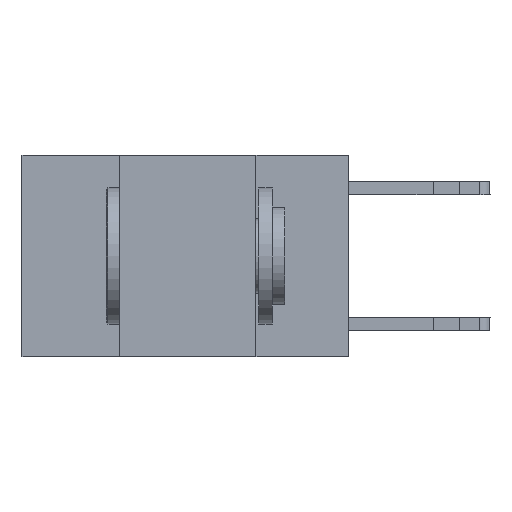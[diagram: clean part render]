
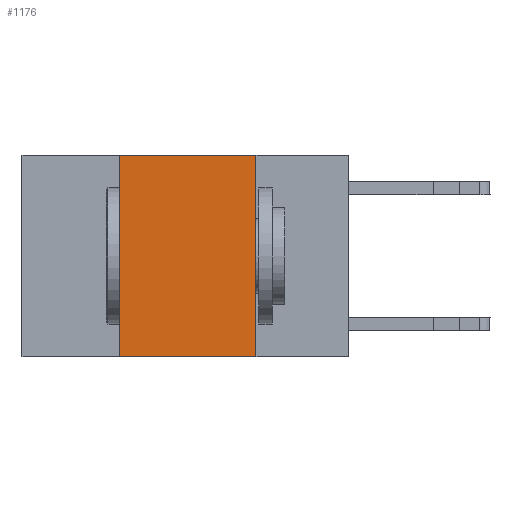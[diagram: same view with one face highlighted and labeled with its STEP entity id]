
A CAD part, left-side view. The second image highlights one B-rep face of the part: STEP entity #1176.
In plain terms, the highlighted planar face has unit normal (-1, 0, 0).
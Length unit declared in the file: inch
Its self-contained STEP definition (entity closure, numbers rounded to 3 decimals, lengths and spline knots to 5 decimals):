
#882 = CARTESIAN_POINT ( 'NONE',  ( 0., 0.17, 0. ) ) ;
#1176 = ADVANCED_FACE ( 'NONE', ( #21140 ), #9645, .F. ) ;
#1629 = AXIS2_PLACEMENT_3D ( 'NONE', #19799, #12642, #17679 ) ;
#1862 = ORIENTED_EDGE ( 'NONE', *, *, #3290, .F. ) ;
#2156 = VERTEX_POINT ( 'NONE', #13955 ) ;
#2214 = LINE ( 'NONE', #5359, #8621 ) ;
#2404 = VERTEX_POINT ( 'NONE', #4051 ) ;
#3290 = EDGE_CURVE ( 'NONE', #2404, #10597, #7095, .T. ) ;
#3559 = VERTEX_POINT ( 'NONE', #21371 ) ;
#3688 = LINE ( 'NONE', #15774, #18599 ) ;
#4051 = CARTESIAN_POINT ( 'NONE',  ( 0., 0.17, 0. ) ) ;
#4569 = CARTESIAN_POINT ( 'NONE',  ( 0., 0.6, 0. ) ) ;
#5359 = CARTESIAN_POINT ( 'NONE',  ( 0., 0.6, -0.37 ) ) ;
#5393 = DIRECTION ( 'NONE',  ( 0., 0., 1. ) ) ;
#6605 = ORIENTED_EDGE ( 'NONE', *, *, #19299, .T. ) ;
#6853 = EDGE_LOOP ( 'NONE', ( #1862, #9807, #8261, #6605 ) ) ;
#7095 = LINE ( 'NONE', #882, #8605 ) ;
#8261 = ORIENTED_EDGE ( 'NONE', *, *, #11070, .F. ) ;
#8605 = VECTOR ( 'NONE', #12317, 39.37008 ) ;
#8621 = VECTOR ( 'NONE', #10337, 39.37008 ) ;
#9645 = PLANE ( 'NONE',  #1629 ) ;
#9807 = ORIENTED_EDGE ( 'NONE', *, *, #18315, .F. ) ;
#10337 = DIRECTION ( 'NONE',  ( 0., -1., 0. ) ) ;
#10597 = VERTEX_POINT ( 'NONE', #14018 ) ;
#11070 = EDGE_CURVE ( 'NONE', #3559, #2156, #3688, .T. ) ;
#11451 = VECTOR ( 'NONE', #20128, 39.37008 ) ;
#12317 = DIRECTION ( 'NONE',  ( 0., 0., -1. ) ) ;
#12642 = DIRECTION ( 'NONE',  ( 1., 0., 0. ) ) ;
#13955 = CARTESIAN_POINT ( 'NONE',  ( 0., 0.42, 0. ) ) ;
#14018 = CARTESIAN_POINT ( 'NONE',  ( 0., 0.17, -0.37 ) ) ;
#15774 = CARTESIAN_POINT ( 'NONE',  ( 0., 0.42, 0. ) ) ;
#16578 = LINE ( 'NONE', #4569, #11451 ) ;
#17679 = DIRECTION ( 'NONE',  ( 0., 0., -1. ) ) ;
#18315 = EDGE_CURVE ( 'NONE', #2156, #2404, #16578, .T. ) ;
#18599 = VECTOR ( 'NONE', #5393, 39.37008 ) ;
#19299 = EDGE_CURVE ( 'NONE', #3559, #10597, #2214, .T. ) ;
#19799 = CARTESIAN_POINT ( 'NONE',  ( 0., 0.6, 0. ) ) ;
#20128 = DIRECTION ( 'NONE',  ( 0., -1., 0. ) ) ;
#21140 = FACE_OUTER_BOUND ( 'NONE', #6853, .T. ) ;
#21371 = CARTESIAN_POINT ( 'NONE',  ( 0., 0.42, -0.37 ) ) ;
